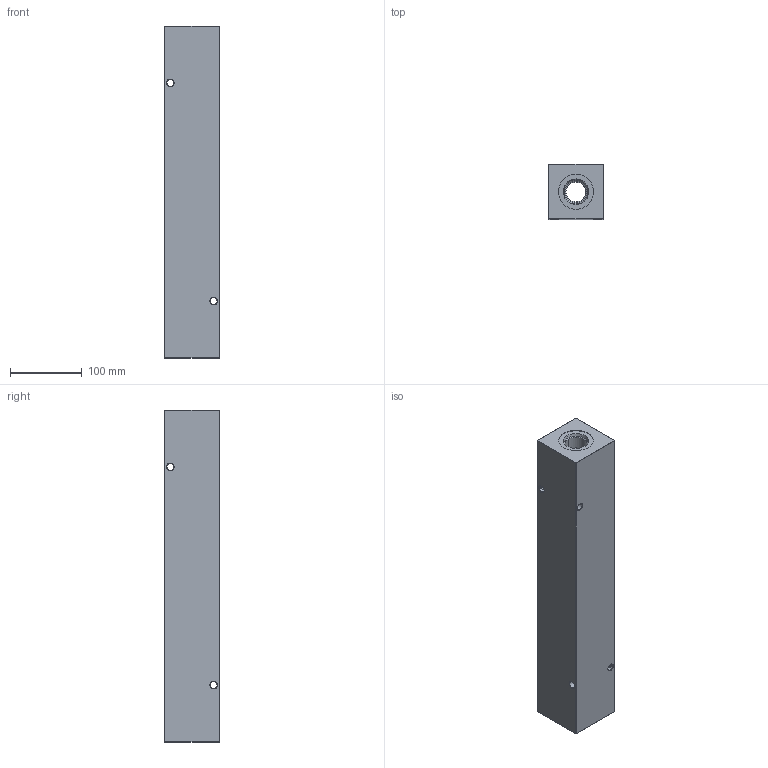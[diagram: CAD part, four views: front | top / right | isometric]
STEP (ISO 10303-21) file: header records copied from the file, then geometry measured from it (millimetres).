
FILE_DESCRIPTION (( 'STEP AP203' ), '1' );
FILE_NAME ('HM-6-0-S-16-10.STEP', '2020-10-27T20:38:20', ( '' ), ( '' ), 'SwSTEP 2.0', 'SolidWorks 2019', '' );
FILE_SCHEMA (( 'CONFIG_CONTROL_DESIGN' ));
Length unit declared in the file: inch
Products named in the file (1): HM-6-0-S-16-10
Bounding box: 76.2 x 76.2 x 463.55 mm (x, y, z)
Volume: 2321539.1 mm3; surface area: 206467.6 mm2
Topology: 1 solids, 1 shells, 560 faces, 1432 edges, 918 vertices
Faces by surface type: plane 239, bspline 195, cone 64, cylinder 62
Entity records: 26887 total; most frequent: CARTESIAN_POINT 14542, ORIENTED_EDGE 2864, DIRECTION 1884, EDGE_CURVE 1432, VERTEX_POINT 918, LINE 852, VECTOR 852, EDGE_LOOP 630
